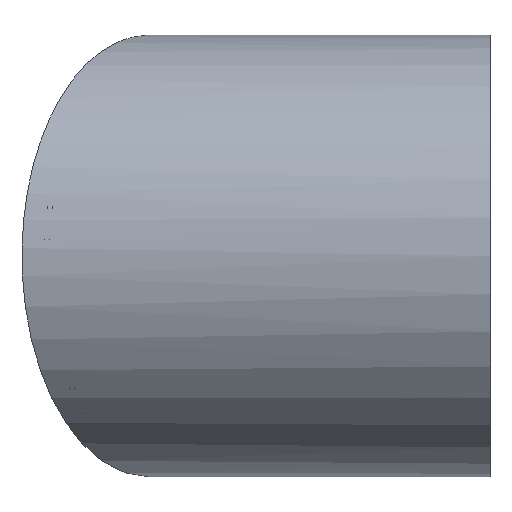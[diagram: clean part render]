
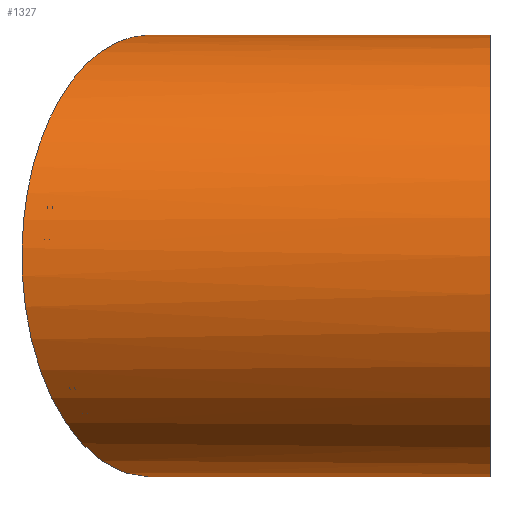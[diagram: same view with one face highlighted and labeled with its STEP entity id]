
A CAD part, left-side view. The second image highlights one B-rep face of the part: STEP entity #1327.
In plain terms, the highlighted cylindrical face has radius 315 mm (diameter 630 mm), a full revolution.
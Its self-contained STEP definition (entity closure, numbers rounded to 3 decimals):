
#1327 = ADVANCED_FACE( '', ( #3151, #3152 ), #3153, .T. );
#3151 = FACE_OUTER_BOUND( '', #5485, .T. );
#3152 = FACE_OUTER_BOUND( '', #5486, .T. );
#3153 = CYLINDRICAL_SURFACE( '', #5487, 315. );
#5485 = EDGE_LOOP( '', ( #9792 ) );
#5486 = EDGE_LOOP( '', ( #9793 ) );
#5487 = AXIS2_PLACEMENT_3D( '', #9794, #9795, #9796 );
#9792 = ORIENTED_EDGE( '', *, *, #15068, .T. );
#9793 = ORIENTED_EDGE( '', *, *, #15069, .F. );
#9794 = CARTESIAN_POINT( '', ( 0., 0., 0. ) );
#9795 = DIRECTION( '', ( 0., 1., 0. ) );
#9796 = DIRECTION( '', ( 0., 0., -1. ) );
#15068 = EDGE_CURVE( '', #18828, #18828, #18829, .F. );
#15069 = EDGE_CURVE( '', #18830, #18830, #18831, .T. );
#18828 = VERTEX_POINT( '', #24203 );
#18829 = ELLIPSE( '', #24204, 363.731, 315. );
#18830 = VERTEX_POINT( '', #24205 );
#18831 = CIRCLE( '', #24206, 315. );
#24203 = CARTESIAN_POINT( '', ( 315., 303.464, 0. ) );
#24204 = AXIS2_PLACEMENT_3D( '', #27285, #27286, #27287 );
#24205 = CARTESIAN_POINT( '', ( 0., 0., -315. ) );
#24206 = AXIS2_PLACEMENT_3D( '', #27288, #27289, #27290 );
#27285 = CARTESIAN_POINT( '', ( 0., 485.329, 0. ) );
#27286 = DIRECTION( '', ( 0.5, 0.866, 0. ) );
#27287 = DIRECTION( '', ( 0.866, -0.5, 0. ) );
#27288 = CARTESIAN_POINT( '', ( 0., 0., 0. ) );
#27289 = DIRECTION( '', ( 0., -1., 0. ) );
#27290 = DIRECTION( '', ( 0., 0., -1. ) );
